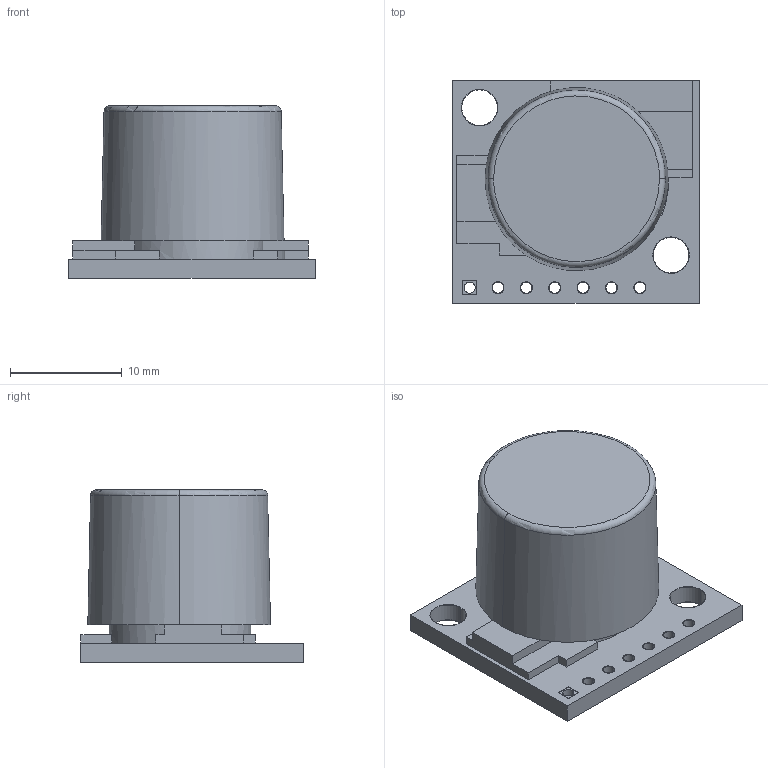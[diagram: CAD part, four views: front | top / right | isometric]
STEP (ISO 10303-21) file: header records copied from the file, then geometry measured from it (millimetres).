
FILE_DESCRIPTION (( 'STEP AP203' ), '1' );
FILE_NAME ('HRLV-MaxSonar-EZ.STEP', '2018-12-26T14:40:41', ( 'DASSAULT SYSTEMES' ), ( 'DASSAULT SYSTEMES' ), 'SwSTEP 2.0', 'SolidWorks 2018', '' );
FILE_SCHEMA (( 'CONFIG_CONTROL_DESIGN' ));
Length unit declared in the file: millimetre
Products named in the file (1): HRLV-MaxSonar-EZ
Bounding box: 22.1 x 19.94 x 15.42 mm (x, y, z)
Volume: 3511 mm3; surface area: 1872.1 mm2
Topology: 1 solids, 1 shells, 278 faces, 729 edges, 484 vertices
Faces by surface type: plane 148, bspline 75, cylinder 53, torus 2
Entity records: 9671 total; most frequent: CARTESIAN_POINT 3592, ORIENTED_EDGE 1458, DIRECTION 816, EDGE_CURVE 729, VERTEX_POINT 484, B_SPLINE_CURVE_WITH_KNOTS 351, LINE 340, VECTOR 340
